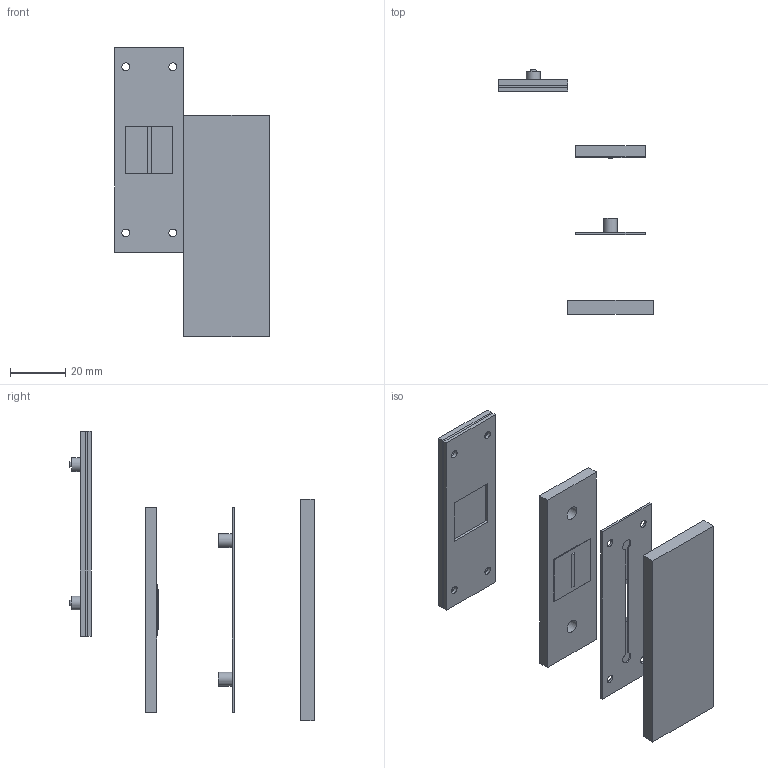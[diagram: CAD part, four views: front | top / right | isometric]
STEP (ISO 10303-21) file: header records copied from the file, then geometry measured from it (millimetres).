
FILE_DESCRIPTION(/* description */ (''),/* implementation_level */ '2;1');
FILE_NAME(/* name */ 'Assembly_microfluidic_lightsheet_v0.iam.step',/* time_stamp */ '2022-11-29T09:14:07+01:00',/* author */ ('diederichbenedict'),/* organization */ (''),/* preprocessor_version */ 'ST-DEVELOPER v18.1',/* originating_system */ 'Autodesk Inventor 2022',/* authorisation */ '');
FILE_SCHEMA (('AUTOMOTIVE_DESIGN { 1 0 10303 214 3 1 1 }'));
Length unit declared in the file: millimetre
Products named in the file (8): Assembly_microfluidic_lightsheet_v0; 40_microfluidic_chip_lightsheet_base_v0; 40_microfluidic_chip_lightsheet_layer1_v0; 00_coverglass_18mm; 40_microfluidic_chip_lightsheet_layer2_v0; 40_microfluidic_chip_lightsheet_layer1_negative_mould_upper_v0; 40_microfluidic_chip_lightsheet_layer1_negative_mould_lower_v0; 40_microfluidic_chip_lightsheet_layer1_negative_v0
Assembly tree (9 placements, depth 2):
  Assembly_microfluidic_lightsheet_v0
    40_microfluidic_chip_lightsheet_base_v0
    40_microfluidic_chip_lightsheet_layer1_v0
    00_coverglass_18mm  x2
    40_microfluidic_chip_lightsheet_layer1_negative_v0  x2
    40_microfluidic_chip_lightsheet_layer2_v0
    40_microfluidic_chip_lightsheet_layer1_negative_mould_upper_v0
    40_microfluidic_chip_lightsheet_layer1_negative_mould_lower_v0
Bounding box: 55.87 x 88.27 x 104.45 mm (x, y, z)
Volume: 22729 mm3; surface area: 28424.1 mm2
Topology: 9 solids, 9 shells, 156 faces, 363 edges, 238 vertices
Faces by surface type: plane 114, cylinder 38, cone 4
Full cylindrical faces by diameter (mm): 2.8 x20, 5 x6, 5.4 x2, 12 x1
Entity records: 3928 total; most frequent: CARTESIAN_POINT 650, DIRECTION 625, ORIENTED_EDGE 570, EDGE_CURVE 285, LINE 209, VECTOR 209, AXIS2_PLACEMENT_3D 208, VERTEX_POINT 186
